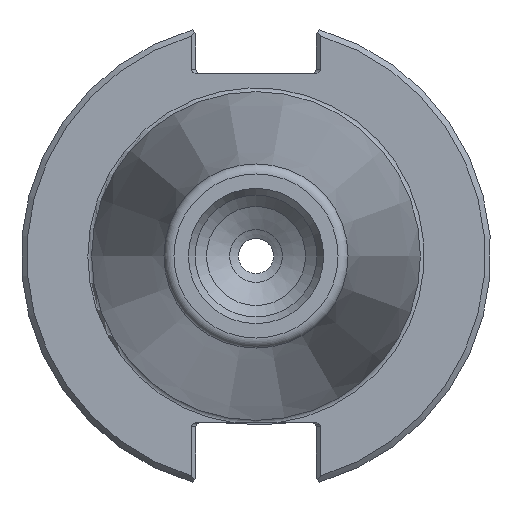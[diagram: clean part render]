
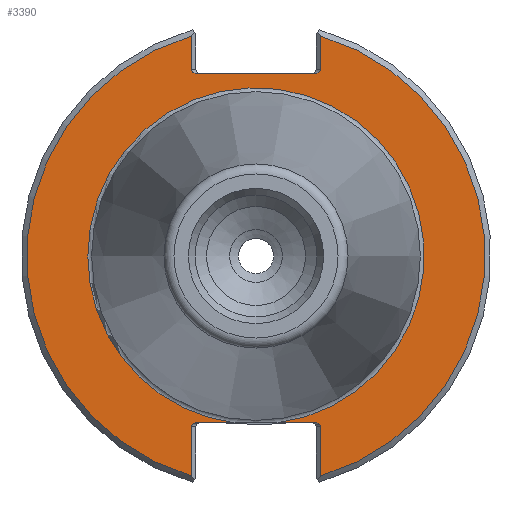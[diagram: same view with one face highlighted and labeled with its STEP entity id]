
A CAD part, left-side view. The second image highlights one B-rep face of the part: STEP entity #3390.
In plain terms, the highlighted planar face has unit normal (-1, 0, 0).
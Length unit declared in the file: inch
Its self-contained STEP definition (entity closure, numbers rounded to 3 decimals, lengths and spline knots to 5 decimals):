
#2448=CARTESIAN_POINT('',(0.125,0.345,0.992));
#2449=VERTEX_POINT('',#2448);
#2456=CARTESIAN_POINT('',(0.125,0.31672,0.972));
#2457=VERTEX_POINT('',#2456);
#2458=CARTESIAN_POINT('',(0.125,0.31672,0.992));
#2459=DIRECTION('',(-1.0,0.0,0.0));
#2460=DIRECTION('',(0.0,1.0,0.0));
#2461=AXIS2_PLACEMENT_3D('',#2458,#2459,#2460);
#2462=ELLIPSE('',#2461,0.02828,0.02);
#2463=EDGE_CURVE('',#2449,#2457,#2462,.T.);
#2548=CARTESIAN_POINT('',(0.125,0.345,1.1702));
#2549=VERTEX_POINT('',#2548);
#2556=CARTESIAN_POINT('',(0.125,0.345,1.1702));
#2557=DIRECTION('',(0.0,0.0,-1.0));
#2558=VECTOR('',#2557,0.1782);
#2559=LINE('',#2556,#2558);
#2560=EDGE_CURVE('',#2549,#2449,#2559,.T.);
#2660=CARTESIAN_POINT('',(0.125,-0.31672,0.972));
#2661=VERTEX_POINT('',#2660);
#2668=CARTESIAN_POINT('',(0.125,-0.345,0.992));
#2669=VERTEX_POINT('',#2668);
#2670=CARTESIAN_POINT('',(0.125,-0.31672,0.992));
#2671=DIRECTION('',(-1.0,0.0,0.0));
#2672=DIRECTION('',(0.0,-1.0,0.0));
#2673=AXIS2_PLACEMENT_3D('',#2670,#2671,#2672);
#2674=ELLIPSE('',#2673,0.02828,0.02);
#2675=EDGE_CURVE('',#2661,#2669,#2674,.T.);
#2725=CARTESIAN_POINT('',(0.125,-0.345,1.1702));
#2726=VERTEX_POINT('',#2725);
#2727=CARTESIAN_POINT('',(0.125,-0.345,0.992));
#2728=DIRECTION('',(0.0,0.0,1.0));
#2729=VECTOR('',#2728,0.1782);
#2730=LINE('',#2727,#2729);
#2731=EDGE_CURVE('',#2669,#2726,#2730,.T.);
#2749=CARTESIAN_POINT('',(0.125,-0.345,-0.908));
#2750=VERTEX_POINT('',#2749);
#2751=CARTESIAN_POINT('',(0.125,-0.31672,-0.888));
#2752=VERTEX_POINT('',#2751);
#2753=CARTESIAN_POINT('',(0.125,-0.31672,-0.908));
#2754=DIRECTION('',(-1.0,0.0,0.0));
#2755=DIRECTION('',(0.0,-1.0,0.0));
#2756=AXIS2_PLACEMENT_3D('',#2753,#2754,#2755);
#2757=ELLIPSE('',#2756,0.02828,0.02);
#2758=EDGE_CURVE('',#2750,#2752,#2757,.T.);
#2856=CARTESIAN_POINT('',(0.125,-0.345,-1.1702));
#2857=VERTEX_POINT('',#2856);
#2864=CARTESIAN_POINT('',(0.125,-0.345,-1.1702));
#2865=DIRECTION('',(0.0,0.0,1.0));
#2866=VECTOR('',#2865,0.2622);
#2867=LINE('',#2864,#2866);
#2868=EDGE_CURVE('',#2857,#2750,#2867,.T.);
#2968=CARTESIAN_POINT('',(0.125,0.31672,-0.888));
#2969=VERTEX_POINT('',#2968);
#2976=CARTESIAN_POINT('',(0.125,0.345,-0.908));
#2977=VERTEX_POINT('',#2976);
#2978=CARTESIAN_POINT('',(0.125,0.31672,-0.908));
#2979=DIRECTION('',(-1.0,0.0,0.0));
#2980=DIRECTION('',(0.0,1.0,0.0));
#2981=AXIS2_PLACEMENT_3D('',#2978,#2979,#2980);
#2982=ELLIPSE('',#2981,0.02828,0.02);
#2983=EDGE_CURVE('',#2969,#2977,#2982,.T.);
#3033=CARTESIAN_POINT('',(0.125,0.345,-1.1702));
#3034=VERTEX_POINT('',#3033);
#3035=CARTESIAN_POINT('',(0.125,0.345,-0.908));
#3036=DIRECTION('',(0.0,0.0,-1.0));
#3037=VECTOR('',#3036,0.2622);
#3038=LINE('',#3035,#3037);
#3039=EDGE_CURVE('',#2977,#3034,#3038,.T.);
#3106=CARTESIAN_POINT('',(0.125,0.31672,0.972));
#3107=DIRECTION('',(0.0,-1.0,0.0));
#3108=VECTOR('',#3107,0.63343);
#3109=LINE('',#3106,#3108);
#3110=EDGE_CURVE('',#2457,#2661,#3109,.T.);
#3308=CARTESIAN_POINT('',(0.125,-0.11172,-0.888));
#3309=VERTEX_POINT('',#3308);
#3310=CARTESIAN_POINT('',(0.125,0.11172,-0.888));
#3311=VERTEX_POINT('',#3310);
#3326=CARTESIAN_POINT('',(0.125,0.,0.0));
#3327=DIRECTION('',(-1.0,0.0,0.0));
#3328=DIRECTION('',(0.0,-1.0,0.0));
#3329=AXIS2_PLACEMENT_3D('',#3326,#3327,#3328);
#3330=CIRCLE('',#3329,0.895);
#3331=EDGE_CURVE('',#3309,#3311,#3330,.T.);
#3347=CARTESIAN_POINT('',(0.125,1.0625,0.0));
#3348=DIRECTION('',(-1.0,0.0,0.0));
#3349=DIRECTION('',(0.0,0.0,1.0));
#3350=AXIS2_PLACEMENT_3D('',#3347,#3348,#3349);
#3351=PLANE('',#3350);
#3352=ORIENTED_EDGE('',*,*,#3331,.F.);
#3353=CARTESIAN_POINT('',(0.125,-0.31672,-0.888));
#3354=DIRECTION('',(0.0,1.0,0.0));
#3355=VECTOR('',#3354,0.205);
#3356=LINE('',#3353,#3355);
#3357=EDGE_CURVE('',#2752,#3309,#3356,.T.);
#3358=ORIENTED_EDGE('',*,*,#3357,.F.);
#3359=ORIENTED_EDGE('',*,*,#2758,.F.);
#3360=ORIENTED_EDGE('',*,*,#2868,.F.);
#3361=CARTESIAN_POINT('',(0.125,0.,0.0));
#3362=DIRECTION('',(1.0,0.0,0.0));
#3363=DIRECTION('',(0.0,-1.0,0.0));
#3364=AXIS2_PLACEMENT_3D('',#3361,#3362,#3363);
#3365=CIRCLE('',#3364,1.22);
#3366=EDGE_CURVE('',#2726,#2857,#3365,.T.);
#3367=ORIENTED_EDGE('',*,*,#3366,.F.);
#3368=ORIENTED_EDGE('',*,*,#2731,.F.);
#3369=ORIENTED_EDGE('',*,*,#2675,.F.);
#3370=ORIENTED_EDGE('',*,*,#3110,.F.);
#3371=ORIENTED_EDGE('',*,*,#2463,.F.);
#3372=ORIENTED_EDGE('',*,*,#2560,.F.);
#3373=CARTESIAN_POINT('',(0.125,0.,0.0));
#3374=DIRECTION('',(1.0,0.0,0.0));
#3375=DIRECTION('',(0.0,1.0,0.0));
#3376=AXIS2_PLACEMENT_3D('',#3373,#3374,#3375);
#3377=CIRCLE('',#3376,1.22);
#3378=EDGE_CURVE('',#3034,#2549,#3377,.T.);
#3379=ORIENTED_EDGE('',*,*,#3378,.F.);
#3380=ORIENTED_EDGE('',*,*,#3039,.F.);
#3381=ORIENTED_EDGE('',*,*,#2983,.F.);
#3382=CARTESIAN_POINT('',(0.125,0.11172,-0.888));
#3383=DIRECTION('',(0.0,1.0,0.0));
#3384=VECTOR('',#3383,0.205);
#3385=LINE('',#3382,#3384);
#3386=EDGE_CURVE('',#3311,#2969,#3385,.T.);
#3387=ORIENTED_EDGE('',*,*,#3386,.F.);
#3388=EDGE_LOOP('',(#3352,#3358,#3359,#3360,#3367,#3368,#3369,#3370,#3371,#3372,#3379,#3380,#3381,#3387));
#3389=FACE_OUTER_BOUND('',#3388,.T.);
#3390=ADVANCED_FACE('',(#3389),#3351,.T.);
